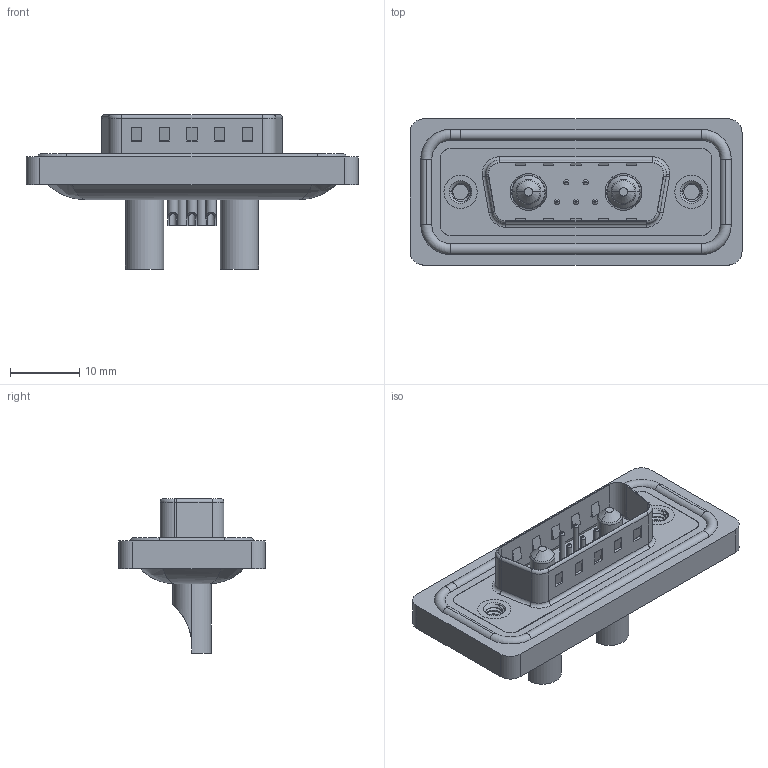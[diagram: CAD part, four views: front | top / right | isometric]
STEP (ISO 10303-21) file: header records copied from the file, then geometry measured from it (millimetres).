
FILE_DESCRIPTION (( 'STEP AP203' ), '1' );
FILE_NAME ('627W7W2-222-4N2.STEP', '2024-03-19T18:28:26', ( '' ), ( '' ), 'SwSTEP 2.0', 'SolidWorks 2023', '' );
FILE_SCHEMA (( 'CONFIG_CONTROL_DESIGN' ));
Length unit declared in the file: millimetre
Products named in the file (9): 627Combo Threaded Rivet_2; 627Combo Shell Rear_15 Contacts; 627Combo Contact Row 1_22; 627Combo Shell Front_15 Contacts; 627W7W2-222-4N2; 627Combo Contact Row 2_22; Power Pin_40A SC; 627Combo Housing_7W2; 627Combo Waterproof Housing_15 Contacts
Assembly tree (13 placements, depth 2):
  627W7W2-222-4N2
    627Combo Housing_7W2
    627Combo Waterproof Housing_15 Contacts
    627Combo Shell Rear_15 Contacts
    627Combo Shell Front_15 Contacts
    627Combo Threaded Rivet_2  x2
    Power Pin_40A SC  x2
    627Combo Contact Row 1_22  x2
    627Combo Contact Row 2_22  x3
Bounding box: 47.9 x 21.1 x 22.3 mm (x, y, z)
Volume: 5604.4 mm3; surface area: 9112.3 mm2
Topology: 16 solids, 16 shells, 718 faces, 1741 edges, 1078 vertices
Faces by surface type: cylinder 304, plane 246, torus 118, cone 36, bspline 14
Entity records: 19477 total; most frequent: CARTESIAN_POINT 4865, DIRECTION 2981, ORIENTED_EDGE 2732, EDGE_CURVE 1366, AXIS2_PLACEMENT_3D 1143, VERTEX_POINT 860, VECTOR 695, LINE 695
